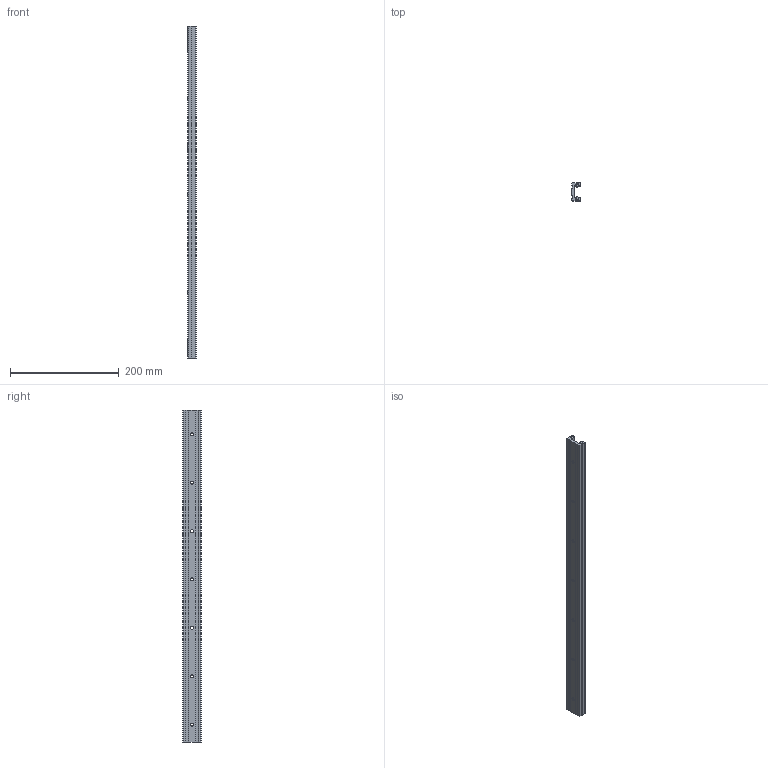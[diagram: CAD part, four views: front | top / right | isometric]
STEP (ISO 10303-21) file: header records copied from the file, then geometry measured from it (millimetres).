
FILE_DESCRIPTION (( 'STEP AP214' ), '1' );
FILE_NAME ('CRT_62C8CEB1A6.step', '2023-02-08T21:34:38', ( '' ), ( '' ), 'SwSTEP 2.0', 'SolidWorks 2019', '' );
FILE_SCHEMA (( 'AUTOMOTIVE_DESIGN' ));
Length unit declared in the file: inch
Products named in the file (3): CRT_62C8CEB1A6; iTJS8fatv9_CADModel_0
Assembly tree (1 placements, depth 2):
  CRT_62C8CEB1A6
    iTJS8fatv9_CADModel_0
  iTJS8fatv9_CADModel_0
Bounding box: 15.24 x 33.68 x 609.6 mm (x, y, z)
Volume: 169724.6 mm3; surface area: 100854.3 mm2
Topology: 3 solids, 3 shells, 139 faces, 378 edges, 252 vertices
Faces by surface type: cylinder 84, plane 55
Entity records: 6406 total; most frequent: DIRECTION 834, CARTESIAN_POINT 774, ORIENTED_EDGE 756, EDGE_CURVE 378, AXIS2_PLACEMENT_3D 312, VERTEX_POINT 252, VECTOR 210, LINE 210
